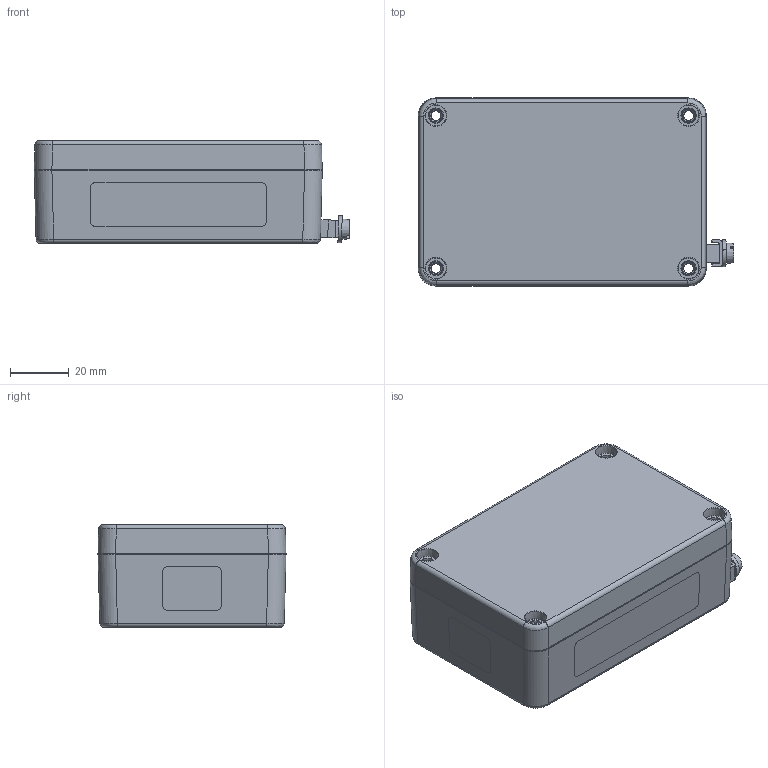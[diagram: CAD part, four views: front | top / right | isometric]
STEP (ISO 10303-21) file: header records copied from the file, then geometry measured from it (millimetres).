
FILE_DESCRIPTION((''),'2;1');
FILE_NAME('MBA Ex- 906030.stp','2011-12-21T14:26:45',('stefan.grimm'),(''),'Autodesk Inventor 2012','Autodesk Inventor 2012','');
FILE_SCHEMA(('AUTOMOTIVE_DESIGN { 1 0 10303 214 1 1 1 1 }'));
Length unit declared in the file: millimetre
Products named in the file (8): MBA Ex- 906030; MBA UT 906030 Aussenerde; OT 906030; Erdungsklemme M4; Kabelklemme; Klemmenunterteil; Zylinderschrauben mit Schlitz DIN EN ISO 1207 - M4x8; Federring DIN 127-5- FSt
Assembly tree (7 placements, depth 3):
  MBA Ex- 906030
    MBA UT 906030 Aussenerde
    OT 906030
    Erdungsklemme M4
      Kabelklemme
      Klemmenunterteil
      Zylinderschrauben mit Schlitz DIN EN ISO 1207 - M4x8
      Federring DIN 127-5- FSt
Bounding box: 107.35 x 63.99 x 35 mm (x, y, z)
Volume: 75168.2 mm3; surface area: 49238.9 mm2
Topology: 6 solids, 6 shells, 858 faces, 1900 edges, 1099 vertices
Faces by surface type: cylinder 253, bspline 218, plane 214, torus 109, cone 58, sphere 6
Full cylindrical faces by diameter (mm): 2 x8, 3.242 x8, 3.3 x1, 3.4 x4, 4 x1, 4.4 x7, 4.9 x1, 5 x1, 7 x2, 7.4 x2
Entity records: 41462 total; most frequent: CARTESIAN_POINT 24047, DIRECTION 3432, ORIENTED_EDGE 3350, EDGE_CURVE 1675, AXIS2_PLACEMENT_3D 1392, EDGE_LOOP 1127, VERTEX_POINT 1074, FACE_OUTER_BOUND 858
